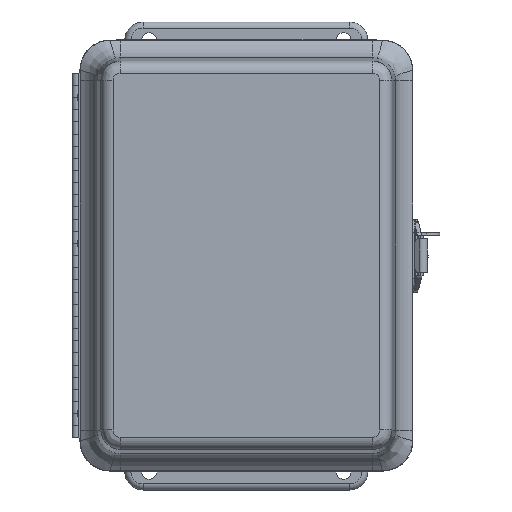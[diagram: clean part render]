
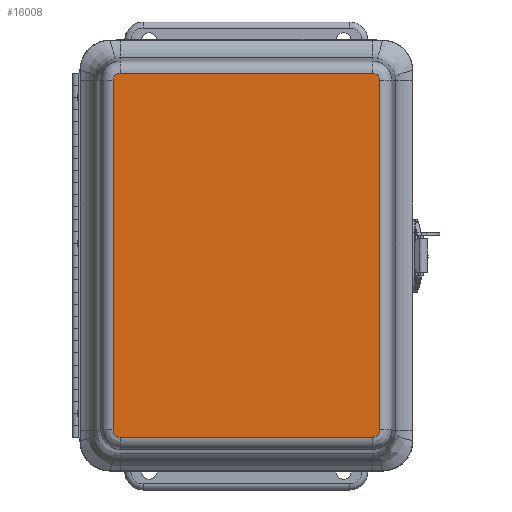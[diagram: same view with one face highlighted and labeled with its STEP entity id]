
A CAD part, top view. The second image highlights one B-rep face of the part: STEP entity #16008.
In plain terms, the highlighted planar face has unit normal (0, 0, 1).
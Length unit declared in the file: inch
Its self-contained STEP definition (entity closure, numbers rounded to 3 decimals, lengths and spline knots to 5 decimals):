
#1571=LINE($,#36238,#2680);
#1573=LINE($,#36255,#2682);
#1574=LINE($,#36261,#2683);
#1579=LINE($,#36295,#2688);
#2680=VECTOR($,#22304,5.1875);
#2682=VECTOR($,#22314,7.1871);
#2683=VECTOR($,#22321,5.1875);
#2688=VECTOR($,#22342,7.1871);
#3116=PLANE($,#17807);
#4750=FACE_OUTER_BOUND($,#5959,.T.);
#5959=EDGE_LOOP($,(#14658,#14659,#14660,#14661,#14662,#14663,#14664,#14665));
#6845=CIRCLE($,#17786,0.14844);
#6850=CIRCLE($,#17792,0.14844);
#6854=CIRCLE($,#17799,0.14844);
#6857=CIRCLE($,#17802,0.14844);
#8309=VERTEX_POINT($,#36229);
#8310=VERTEX_POINT($,#36231);
#8311=VERTEX_POINT($,#36236);
#8312=VERTEX_POINT($,#36248);
#8313=VERTEX_POINT($,#36254);
#8314=VERTEX_POINT($,#36258);
#8315=VERTEX_POINT($,#36260);
#8317=VERTEX_POINT($,#36284);
#10445=EDGE_CURVE($,#8309,#8310,#6845,.T.);
#10449=EDGE_CURVE($,#8310,#8311,#1571,.T.);
#10451=EDGE_CURVE($,#8311,#8312,#6850,.T.);
#10453=EDGE_CURVE($,#8312,#8313,#1573,.T.);
#10456=EDGE_CURVE($,#8314,#8315,#1574,.T.);
#10459=EDGE_CURVE($,#8313,#8314,#6854,.T.);
#10462=EDGE_CURVE($,#8315,#8317,#6857,.T.);
#10466=EDGE_CURVE($,#8317,#8309,#1579,.T.);
#14658=ORIENTED_EDGE($,*,*,#10445,.F.);
#14659=ORIENTED_EDGE($,*,*,#10466,.F.);
#14660=ORIENTED_EDGE($,*,*,#10462,.F.);
#14661=ORIENTED_EDGE($,*,*,#10456,.F.);
#14662=ORIENTED_EDGE($,*,*,#10459,.F.);
#14663=ORIENTED_EDGE($,*,*,#10453,.F.);
#14664=ORIENTED_EDGE($,*,*,#10451,.F.);
#14665=ORIENTED_EDGE($,*,*,#10449,.F.);
#16008=ADVANCED_FACE($,(#4750),#3116,.T.);
#17786=AXIS2_PLACEMENT_3D($,#36232,#22294,#22295);
#17792=AXIS2_PLACEMENT_3D($,#36250,#22307,#22308);
#17799=AXIS2_PLACEMENT_3D($,#36274,#22325,#22326);
#17802=AXIS2_PLACEMENT_3D($,#36288,#22331,#22332);
#17807=AXIS2_PLACEMENT_3D($,#36297,#22345,#22346);
#22294=DIRECTION('center_axis',(0.,0.,-1.));
#22295=DIRECTION('ref_axis',(-0.981,-0.193,0.));
#22304=DIRECTION($,(0.,1.,0.));
#22307=DIRECTION('center_axis',(0.,0.,-1.));
#22308=DIRECTION('ref_axis',(-0.981,0.193,0.));
#22314=DIRECTION($,(1.,0.,0.));
#22321=DIRECTION($,(0.,-1.,0.));
#22325=DIRECTION('center_axis',(0.,0.,-1.));
#22326=DIRECTION('ref_axis',(0.981,0.193,0.));
#22331=DIRECTION('center_axis',(0.,0.,-1.));
#22332=DIRECTION('ref_axis',(0.981,-0.193,0.));
#22342=DIRECTION($,(-1.,0.,0.));
#22345=DIRECTION('center_axis',(0.,0.,1.));
#22346=DIRECTION('ref_axis',(1.,0.,0.));
#36229=CARTESIAN_POINT('',(-3.59355,-2.74219,4.5));
#36231=CARTESIAN_POINT('',(-3.74199,-2.59375,4.5));
#36232=CARTESIAN_POINT('Origin',(-3.59355,-2.59375,4.5));
#36236=CARTESIAN_POINT('',(-3.74199,2.59375,4.5));
#36238=CARTESIAN_POINT($,(-3.74199,-2.59375,4.5));
#36248=CARTESIAN_POINT('',(-3.59355,2.74219,4.5));
#36250=CARTESIAN_POINT('Origin',(-3.59355,2.59375,4.5));
#36254=CARTESIAN_POINT('',(3.59355,2.74219,4.5));
#36255=CARTESIAN_POINT($,(-3.59355,2.74219,4.5));
#36258=CARTESIAN_POINT('',(3.74199,2.59375,4.5));
#36260=CARTESIAN_POINT('',(3.74199,-2.59375,4.5));
#36261=CARTESIAN_POINT($,(3.74199,2.59375,4.5));
#36274=CARTESIAN_POINT('Origin',(3.59355,2.59375,4.5));
#36284=CARTESIAN_POINT('',(3.59355,-2.74219,4.5));
#36288=CARTESIAN_POINT('Origin',(3.59355,-2.59375,4.5));
#36295=CARTESIAN_POINT($,(3.59355,-2.74219,4.5));
#36297=CARTESIAN_POINT('Origin',(0.,0.,4.5));
